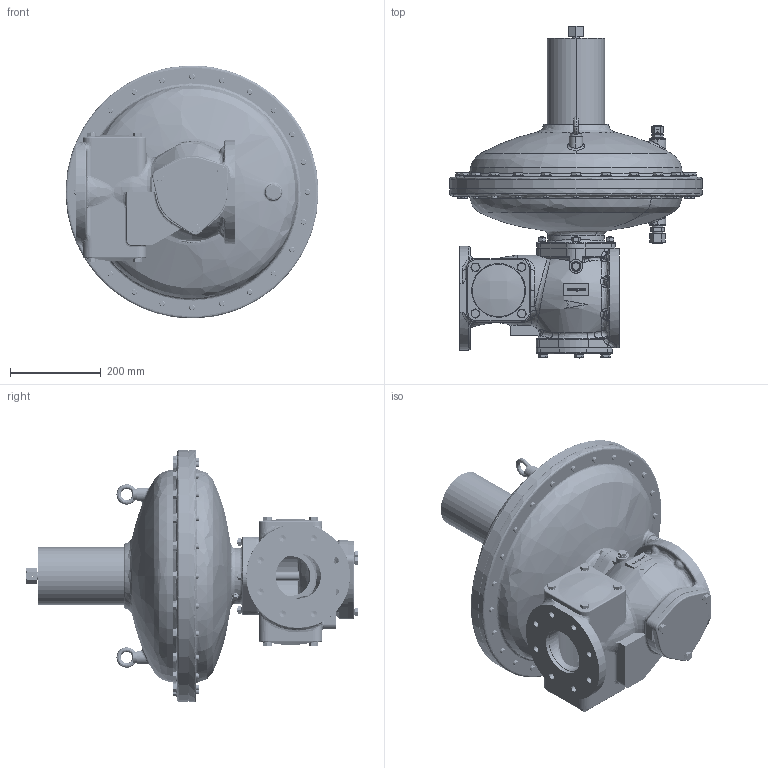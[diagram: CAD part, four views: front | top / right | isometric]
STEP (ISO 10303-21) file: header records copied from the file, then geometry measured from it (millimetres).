
FILE_DESCRIPTION (( 'STEP AP214' ), '1' );
FILE_NAME ('V_MB_HON370_100_RE3_o_SAV_A_.STEP', '2017-03-15T12:38:15', ( '' ), ( '' ), 'SwSTEP 2.0', 'SolidWorks 2015', '' );
FILE_SCHEMA (( 'AUTOMOTIVE_DESIGN' ));
Length unit declared in the file: millimetre
Products named in the file (1): V_MB_HON370_100_RE3_o_SAV_A_
Bounding box: 558 x 732.83 x 558 mm (x, y, z)
Volume: 17762826.3 mm3; surface area: 2674334.5 mm2
Topology: 119 solids, 119 shells, 3786 faces, 8912 edges, 5413 vertices
Faces by surface type: plane 1152, cylinder 1023, cone 861, bspline 750
Entity records: 155850 total; most frequent: CARTESIAN_POINT 71590, ORIENTED_EDGE 17594, DIRECTION 16813, EDGE_CURVE 8797, AXIS2_PLACEMENT_3D 6856, VERTEX_POINT 5411, EDGE_LOOP 4236, CIRCLE 3819
